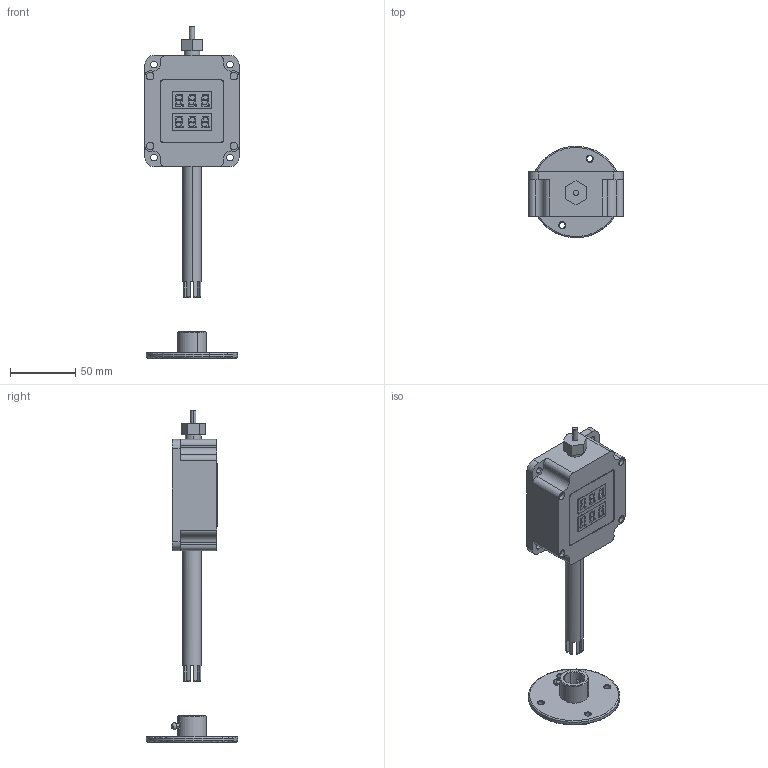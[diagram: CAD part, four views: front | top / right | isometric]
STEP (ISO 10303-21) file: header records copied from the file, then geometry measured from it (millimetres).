
FILE_DESCRIPTION (( 'STEP AP214' ), '1' );
FILE_NAME ('HUM-W-100-DSP-C.STEP', '2025-07-22T12:19:50', ( '' ), ( '' ), 'SwSTEP 2.0', 'SolidWorks 2024', '' );
FILE_SCHEMA (( 'AUTOMOTIVE_DESIGN' ));
Length unit declared in the file: inch
Products named in the file (1): HUM-W-100-DSP-C
Bounding box: 72 x 69.96 x 253.69 mm (x, y, z)
Volume: 225328.3 mm3; surface area: 38995.3 mm2
Topology: 4 solids, 4 shells, 534 faces, 1351 edges, 882 vertices
Faces by surface type: plane 385, cylinder 95, cone 30, torus 12, bspline 10, sphere 2
Entity records: 17772 total; most frequent: CARTESIAN_POINT 4850, ORIENTED_EDGE 2694, DIRECTION 2516, EDGE_CURVE 1347, LINE 1028, VECTOR 1028, VERTEX_POINT 880, AXIS2_PLACEMENT_3D 744
